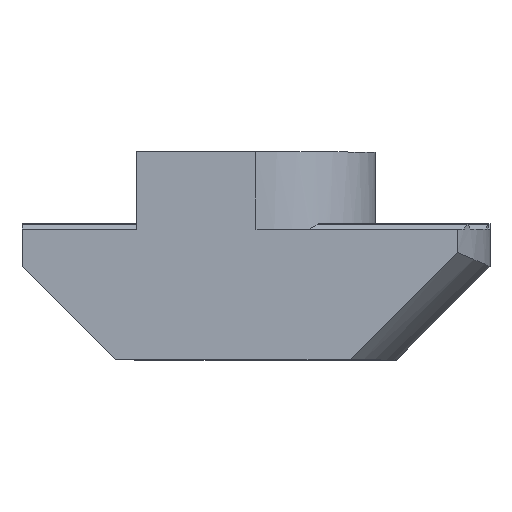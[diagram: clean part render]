
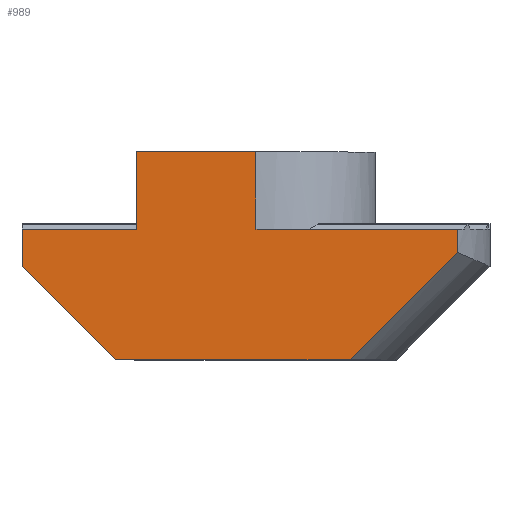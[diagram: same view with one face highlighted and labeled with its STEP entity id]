
A CAD part, top view. The second image highlights one B-rep face of the part: STEP entity #989.
In plain terms, the highlighted planar face has unit normal (0, 0, 1).
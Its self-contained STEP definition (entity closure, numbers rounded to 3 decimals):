
#51=PLANE('',#1107);
#129=FACE_OUTER_BOUND('',#182,.T.);
#182=EDGE_LOOP('',(#892,#893,#894,#895,#896,#897,#898,#899,#900,#901));
#187=LINE('',#1439,#280);
#201=LINE('',#1513,#294);
#209=LINE('',#1530,#302);
#210=LINE('',#1533,#303);
#214=LINE('',#1542,#307);
#264=LINE('',#1724,#357);
#269=LINE('',#1735,#362);
#271=LINE('',#1741,#364);
#275=LINE('',#1750,#368);
#276=LINE('',#1752,#369);
#280=VECTOR('',#1136,1.);
#294=VECTOR('',#1178,1.);
#302=VECTOR('',#1192,1.);
#303=VECTOR('',#1195,1.);
#307=VECTOR('',#1203,1.);
#357=VECTOR('',#1357,1.);
#362=VECTOR('',#1368,1.);
#364=VECTOR('',#1374,1.);
#368=VECTOR('',#1386,1.);
#369=VECTOR('',#1389,1.);
#407=VERTEX_POINT('',#1436);
#408=VERTEX_POINT('',#1438);
#433=VERTEX_POINT('',#1510);
#434=VERTEX_POINT('',#1512);
#441=VERTEX_POINT('',#1532);
#444=VERTEX_POINT('',#1540);
#483=VERTEX_POINT('',#1721);
#484=VERTEX_POINT('',#1723);
#487=VERTEX_POINT('',#1734);
#489=VERTEX_POINT('',#1740);
#504=EDGE_CURVE('',#407,#408,#187,.T.);
#531=EDGE_CURVE('',#434,#433,#201,.T.);
#541=EDGE_CURVE('',#407,#434,#209,.T.);
#542=EDGE_CURVE('',#408,#441,#210,.T.);
#547=EDGE_CURVE('',#444,#433,#214,.T.);
#619=EDGE_CURVE('',#484,#483,#264,.T.);
#625=EDGE_CURVE('',#484,#487,#269,.T.);
#628=EDGE_CURVE('',#489,#487,#271,.T.);
#633=EDGE_CURVE('',#444,#489,#275,.T.);
#634=EDGE_CURVE('',#483,#441,#276,.T.);
#892=ORIENTED_EDGE('',*,*,#619,.T.);
#893=ORIENTED_EDGE('',*,*,#634,.T.);
#894=ORIENTED_EDGE('',*,*,#542,.F.);
#895=ORIENTED_EDGE('',*,*,#504,.F.);
#896=ORIENTED_EDGE('',*,*,#541,.T.);
#897=ORIENTED_EDGE('',*,*,#531,.T.);
#898=ORIENTED_EDGE('',*,*,#547,.F.);
#899=ORIENTED_EDGE('',*,*,#633,.T.);
#900=ORIENTED_EDGE('',*,*,#628,.T.);
#901=ORIENTED_EDGE('',*,*,#625,.F.);
#989=ADVANCED_FACE('',(#129),#51,.F.);
#1107=AXIS2_PLACEMENT_3D('',#1751,#1387,#1388);
#1136=DIRECTION('',(0.,-1.,0.));
#1178=DIRECTION('',(0.,-1.,0.));
#1192=DIRECTION('',(-1.,0.,0.));
#1195=DIRECTION('',(1.,0.,0.));
#1203=DIRECTION('',(1.,0.,0.));
#1357=DIRECTION('',(0.707,0.707,0.));
#1368=DIRECTION('',(-1.,0.,0.));
#1374=DIRECTION('',(0.707,-0.707,0.));
#1386=DIRECTION('',(0.,-1.,0.));
#1387=DIRECTION('center_axis',(0.,0.,-1.));
#1388=DIRECTION('ref_axis',(0.,1.,0.));
#1389=DIRECTION('',(0.,1.,0.));
#1436=CARTESIAN_POINT('',(0.,3.,5.));
#1438=CARTESIAN_POINT('',(0.,-0.23,5.));
#1439=CARTESIAN_POINT('',(0.,3.,5.));
#1510=CARTESIAN_POINT('',(-5.,-0.23,5.));
#1512=CARTESIAN_POINT('',(-5.,3.,5.));
#1513=CARTESIAN_POINT('',(-5.,3.,5.));
#1530=CARTESIAN_POINT('',(0.,3.,5.));
#1532=CARTESIAN_POINT('',(8.429,-0.23,5.));
#1533=CARTESIAN_POINT('',(0.,-0.23,5.));
#1540=CARTESIAN_POINT('',(-9.8,-0.23,5.));
#1542=CARTESIAN_POINT('',(0.,-0.23,5.));
#1721=CARTESIAN_POINT('',(8.429,-1.212,5.));
#1723=CARTESIAN_POINT('',(3.94,-5.7,5.));
#1724=CARTESIAN_POINT('',(4.571,-5.069,5.));
#1734=CARTESIAN_POINT('',(-5.88,-5.7,5.));
#1735=CARTESIAN_POINT('',(0.,-5.7,5.));
#1740=CARTESIAN_POINT('',(-9.8,-1.78,5.));
#1741=CARTESIAN_POINT('',(-7.054,-4.526,5.));
#1750=CARTESIAN_POINT('',(-9.8,-2.965,5.));
#1751=CARTESIAN_POINT('Origin',(0.,-2.965,5.));
#1752=CARTESIAN_POINT('',(8.429,-1.35,5.));
